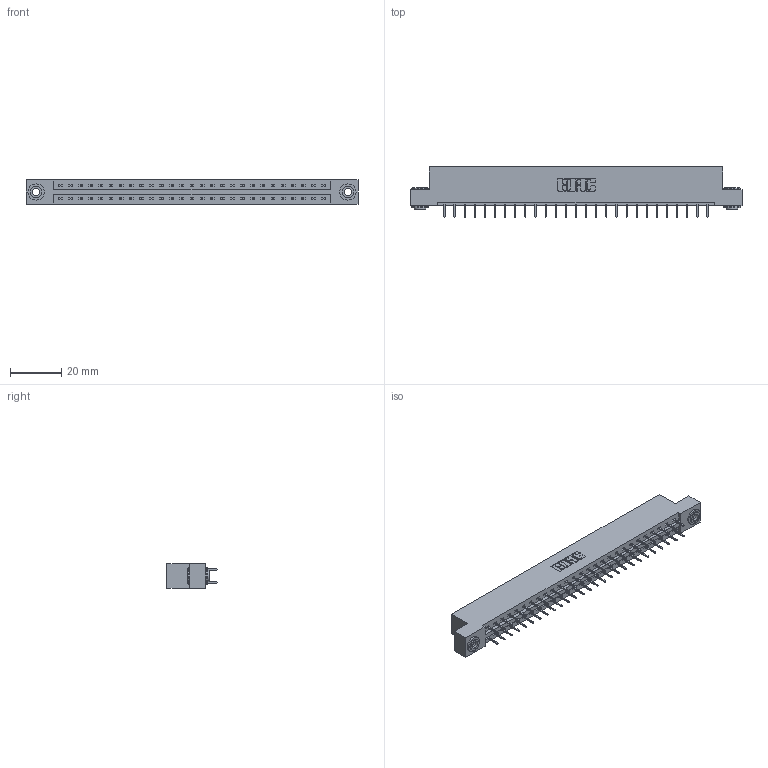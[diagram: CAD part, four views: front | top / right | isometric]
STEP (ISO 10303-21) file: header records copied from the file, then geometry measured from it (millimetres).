
FILE_DESCRIPTION (( 'STEP AP203' ), '1' );
FILE_NAME ('387-054-524-203.STEP', '2019-10-19T04:42:35', ( '' ), ( '' ), 'SwSTEP 2.0', 'SolidWorks 2016', '' );
FILE_SCHEMA (( 'CONFIG_CONTROL_DESIGN' ));
Length unit declared in the file: inch
Products named in the file (4): 345-250-002_345-250-002-102; 387-054-524-203; 345-292-001_345-293-124; 337 Part_Flush Mounting Lugs - 0.156 Dia-TH
Assembly tree (57 placements, depth 2):
  387-054-524-203
    337 Part_Flush Mounting Lugs - 0.156 Dia-TH
    345-292-001_345-293-124  x54
    345-250-002_345-250-002-102  x2
Bounding box: 130 x 19.69 x 9.4 mm (x, y, z)
Volume: 13438.1 mm3; surface area: 15017.4 mm2
Topology: 57 solids, 57 shells, 3284 faces, 9297 edges, 5978 vertices
Faces by surface type: plane 2456, cylinder 820, cone 8
Entity records: 23598 total; most frequent: CARTESIAN_POINT 3961, ORIENTED_EDGE 3890, DIRECTION 3431, EDGE_CURVE 1945, LINE 1797, VECTOR 1797, VERTEX_POINT 1290, AXIS2_PLACEMENT_3D 817
